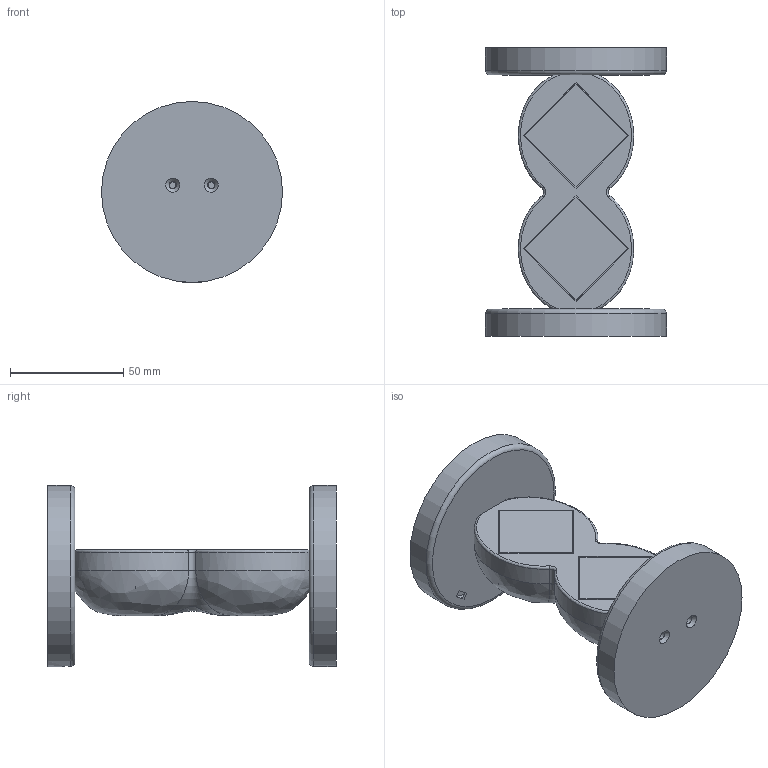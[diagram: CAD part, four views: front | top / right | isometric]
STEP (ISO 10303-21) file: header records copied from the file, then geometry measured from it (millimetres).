
FILE_DESCRIPTION(/* description */ (''),/* implementation_level */ '2;1');
FILE_NAME(/* name */ 'clock v27.step',/* time_stamp */ '2024-04-06T10:28:01+03:00',/* author */ (''),/* organization */ (''),/* preprocessor_version */ 'ST-DEVELOPER v20',/* originating_system */ 'Autodesk Translation Framework v12.20.1.177',/* authorisation */ '');
FILE_SCHEMA (('AUTOMOTIVE_DESIGN { 1 0 10303 214 3 1 1 }'));
Length unit declared in the file: millimetre
Products named in the file (6): (Unsaved); matrix; glass; bottom; top; cap
Assembly tree (6 placements, depth 2):
  (Unsaved)
    matrix  x2
    glass
    bottom
    top
    cap
Bounding box: 80 x 127.46 x 80 mm (x, y, z)
Volume: 165477 mm3; surface area: 70217.8 mm2
Topology: 6 solids, 6 shells, 282 faces, 673 edges, 441 vertices
Faces by surface type: plane 154, cylinder 65, bspline 49, torus 9, cone 5
Full cylindrical faces by diameter (mm): 1.5 x10, 2.4 x2, 2.9 x15, 3 x8, 3.2 x7, 3.5 x2, 5 x11, 6 x2, 75.5 x1, 76 x1, 80 x2
Entity records: 8947 total; most frequent: CARTESIAN_POINT 3041, ORIENTED_EDGE 1192, DIRECTION 1078, EDGE_CURVE 596, VERTEX_POINT 391, AXIS2_PLACEMENT_3D 370, EDGE_LOOP 339, LINE 338
